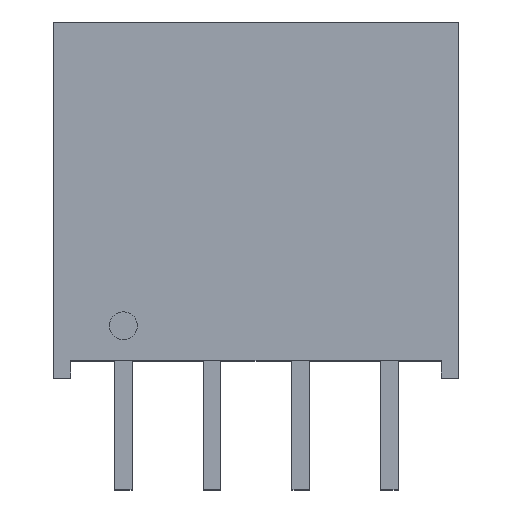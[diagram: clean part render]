
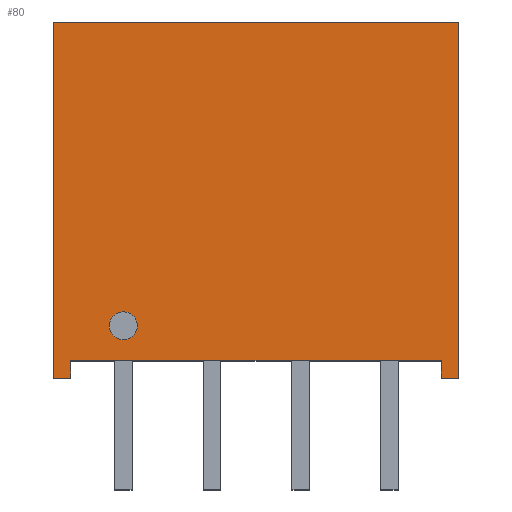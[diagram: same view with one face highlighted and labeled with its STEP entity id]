
A CAD part, top view. The second image highlights one B-rep face of the part: STEP entity #80.
In plain terms, the highlighted planar face has unit normal (0, 0, 1).
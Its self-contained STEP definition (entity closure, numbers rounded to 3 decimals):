
#80=ADVANCED_FACE('NONE',(#174,#175),#176,.F.);
#174=FACE_OUTER_BOUND('',#292,.T.);
#175=FACE_BOUND('',#293,.T.);
#176=PLANE('',#294);
#292=EDGE_LOOP('',(#424,#425,#426,#427,#428,#429,#430,#431));
#293=EDGE_LOOP('',(#432));
#294=AXIS2_PLACEMENT_3D('',#433,#434,#435);
#424=ORIENTED_EDGE('',*,*,#691,.T.);
#425=ORIENTED_EDGE('',*,*,#692,.T.);
#426=ORIENTED_EDGE('',*,*,#693,.T.);
#427=ORIENTED_EDGE('',*,*,#694,.T.);
#428=ORIENTED_EDGE('',*,*,#695,.T.);
#429=ORIENTED_EDGE('',*,*,#696,.T.);
#430=ORIENTED_EDGE('',*,*,#697,.T.);
#431=ORIENTED_EDGE('',*,*,#698,.T.);
#432=ORIENTED_EDGE('',*,*,#699,.F.);
#433=CARTESIAN_POINT('',(5.8,9.7,6.0));
#434=DIRECTION('',(0.0,0.0,-1.0));
#435=DIRECTION('',(0.0,-1.0,0.0));
#691=EDGE_CURVE('NONE',#820,#821,#822,.T.);
#692=EDGE_CURVE('NONE',#821,#823,#824,.T.);
#693=EDGE_CURVE('NONE',#823,#825,#826,.T.);
#694=EDGE_CURVE('NONE',#825,#827,#828,.T.);
#695=EDGE_CURVE('NONE',#827,#829,#830,.T.);
#696=EDGE_CURVE('NONE',#829,#831,#832,.T.);
#697=EDGE_CURVE('NONE',#831,#833,#834,.T.);
#698=EDGE_CURVE('NONE',#833,#820,#835,.T.);
#699=EDGE_CURVE('NONE',#836,#836,#837,.T.);
#820=VERTEX_POINT('NONE',#999);
#821=VERTEX_POINT('NONE',#1000);
#822=LINE('',#1001,#1002);
#823=VERTEX_POINT('NONE',#1003);
#824=LINE('',#1004,#1005);
#825=VERTEX_POINT('NONE',#1006);
#826=LINE('',#1007,#1008);
#827=VERTEX_POINT('NONE',#1009);
#828=LINE('',#1010,#1011);
#829=VERTEX_POINT('NONE',#1012);
#830=LINE('',#1013,#1014);
#831=VERTEX_POINT('NONE',#1015);
#832=LINE('',#1016,#1017);
#833=VERTEX_POINT('NONE',#1018);
#834=LINE('',#1019,#1020);
#835=LINE('',#1021,#1022);
#836=VERTEX_POINT('NONE',#1023);
#837=CIRCLE('',#1024,0.4);
#999=CARTESIAN_POINT('',(5.8,-0.5,6.0));
#1000=CARTESIAN_POINT('',(5.8,9.7,6.0));
#1001=CARTESIAN_POINT('',(5.8,-0.5,6.0));
#1002=VECTOR('',#1183,1000.0);
#1003=CARTESIAN_POINT('',(-5.8,9.7,6.0));
#1004=CARTESIAN_POINT('',(-5.8,9.7,6.0));
#1005=VECTOR('',#1184,1000.0);
#1006=CARTESIAN_POINT('',(-5.8,-0.5,6.0));
#1007=CARTESIAN_POINT('',(-5.8,-0.5,6.0));
#1008=VECTOR('',#1185,1000.0);
#1009=CARTESIAN_POINT('',(-5.3,-0.5,6.0));
#1010=CARTESIAN_POINT('',(-5.3,-0.5,6.0));
#1011=VECTOR('',#1186,1000.0);
#1012=CARTESIAN_POINT('',(-5.3,0.,6.0));
#1013=CARTESIAN_POINT('',(-5.3,0.,6.0));
#1014=VECTOR('',#1187,1000.0);
#1015=CARTESIAN_POINT('',(5.3,0.,6.0));
#1016=CARTESIAN_POINT('',(-5.3,0.,6.0));
#1017=VECTOR('',#1188,1000.0);
#1018=CARTESIAN_POINT('',(5.3,-0.5,6.0));
#1019=CARTESIAN_POINT('',(5.3,0.,6.0));
#1020=VECTOR('',#1189,1000.0);
#1021=CARTESIAN_POINT('',(5.3,-0.5,6.0));
#1022=VECTOR('',#1190,1000.0);
#1023=CARTESIAN_POINT('',(-3.4,1.0,6.0));
#1024=AXIS2_PLACEMENT_3D('',#1191,#1192,#1193);
#1183=DIRECTION('',(0.0,1.0,0.0));
#1184=DIRECTION('',(-1.0,-0.0,-0.0));
#1185=DIRECTION('',(-0.0,-1.0,-0.0));
#1186=DIRECTION('',(1.0,0.,-0.0));
#1187=DIRECTION('',(-0.0,1.0,-0.0));
#1188=DIRECTION('',(1.0,0.0,0.0));
#1189=DIRECTION('',(0.0,-1.0,0.0));
#1190=DIRECTION('',(1.0,0.,0.0));
#1191=CARTESIAN_POINT('',(-3.8,1.0,6.0));
#1192=DIRECTION('',(0.0,0.0,1.0));
#1193=DIRECTION('',(1.0,0.0,0.0));
